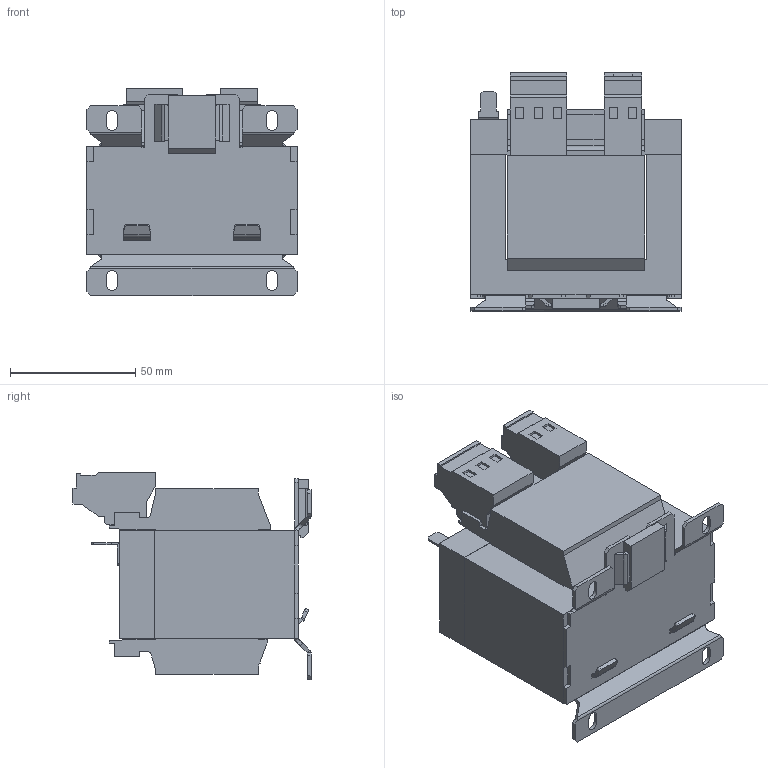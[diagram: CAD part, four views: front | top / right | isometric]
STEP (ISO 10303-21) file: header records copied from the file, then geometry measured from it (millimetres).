
FILE_DESCRIPTION (( 'STEP AP214' ), '1' );
FILE_NAME ('301766.STEP', '2020-09-18T08:18:41', ( '' ), ( '' ), 'SwSTEP 2.0', 'SolidWorks 2018', '' );
FILE_SCHEMA (( 'AUTOMOTIVE_DESIGN' ));
Length unit declared in the file: millimetre
Products named in the file (1): 301766
Bounding box: 84 x 95.15 x 82.85 mm (x, y, z)
Volume: 368343.3 mm3; surface area: 63115.3 mm2
Topology: 1 solids, 1 shells, 370 faces, 960 edges, 608 vertices
Faces by surface type: plane 286, cylinder 64, bspline 20
Entity records: 11845 total; most frequent: CARTESIAN_POINT 2559, ORIENTED_EDGE 1920, DIRECTION 1714, EDGE_CURVE 960, VECTOR 820, LINE 820, VERTEX_POINT 608, AXIS2_PLACEMENT_3D 447
